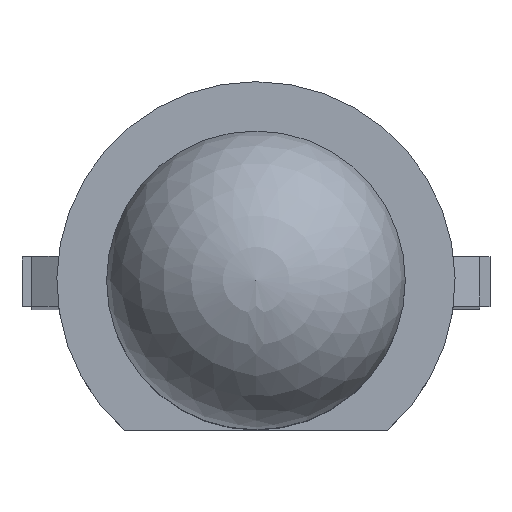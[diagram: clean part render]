
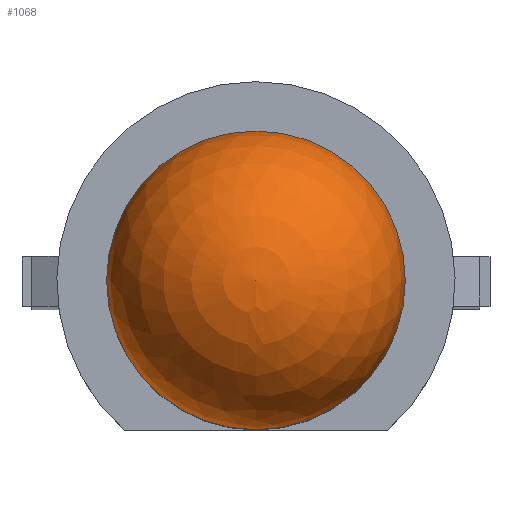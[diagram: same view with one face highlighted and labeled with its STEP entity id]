
A CAD part, top view. The second image highlights one B-rep face of the part: STEP entity #1068.
In plain terms, the highlighted spherical face has radius 1.5 mm.
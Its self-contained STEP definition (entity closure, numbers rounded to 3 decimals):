
#368=FACE_OUTER_BOUND('',#428,.T.);
#428=EDGE_LOOP('',(#757,#758,#759));
#488=CIRCLE('',#1146,1.5);
#489=CIRCLE('',#1147,1.5);
#499=VERTEX_POINT('',#1506);
#500=VERTEX_POINT('',#1508);
#602=EDGE_CURVE('',#499,#499,#488,.T.);
#603=EDGE_CURVE('',#500,#499,#489,.T.);
#757=ORIENTED_EDGE('',*,*,#602,.T.);
#758=ORIENTED_EDGE('',*,*,#603,.F.);
#759=ORIENTED_EDGE('',*,*,#603,.T.);
#1067=SPHERICAL_SURFACE('',#1145,1.5);
#1068=ADVANCED_FACE('',(#368),#1067,.T.);
#1145=AXIS2_PLACEMENT_3D('',#1505,#1218,#1219);
#1146=AXIS2_PLACEMENT_3D('',#1507,#1220,#1221);
#1147=AXIS2_PLACEMENT_3D('',#1509,#1222,#1223);
#1218=DIRECTION('center_axis',(0.,0.,
1.));
#1219=DIRECTION('ref_axis',(0.,1.,0.));
#1220=DIRECTION('center_axis',(0.,0.,1.));
#1221=DIRECTION('ref_axis',(0.,1.,0.));
#1222=DIRECTION('center_axis',(1.,0.,0.));
#1223=DIRECTION('ref_axis',(0.,-1.,0.));
#1505=CARTESIAN_POINT('Origin',(0.,0.,11.5));
#1506=CARTESIAN_POINT('',(0.,-1.5,11.5));
#1507=CARTESIAN_POINT('Origin',(0.,0.,11.5));
#1508=CARTESIAN_POINT('',(0.,0.,13.));
#1509=CARTESIAN_POINT('Origin',(0.,0.,11.5));
